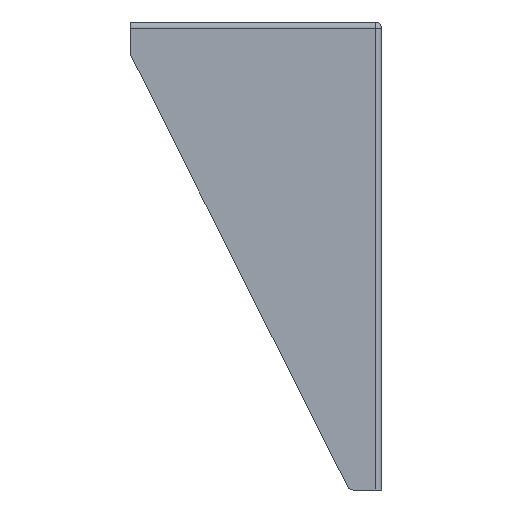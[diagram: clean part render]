
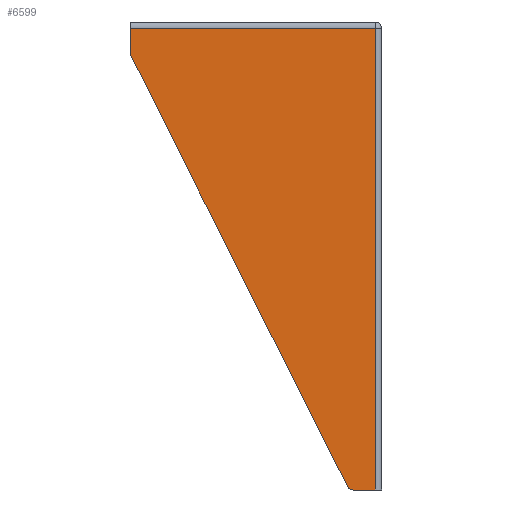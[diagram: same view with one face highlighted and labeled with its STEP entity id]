
A CAD part, left-side view. The second image highlights one B-rep face of the part: STEP entity #6599.
In plain terms, the highlighted planar face has unit normal (-1, 0, 0).
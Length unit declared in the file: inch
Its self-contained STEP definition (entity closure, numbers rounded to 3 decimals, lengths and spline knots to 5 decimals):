
#73 = CARTESIAN_POINT ( 'NONE',  ( -9.64567, -1.48425, -3.72244 ) ) ;
#136 = DIRECTION ( 'NONE',  ( 0., -1., 0. ) ) ;
#148 = LINE ( 'NONE', #73, #8358 ) ;
#508 = ORIENTED_EDGE ( 'NONE', *, *, #6596, .T. ) ;
#767 = VECTOR ( 'NONE', #136, 39.37008 ) ;
#826 = VECTOR ( 'NONE', #2180, 39.37008 ) ;
#857 = CIRCLE ( 'NONE', #3303, 0.1 ) ;
#1128 = AXIS2_PLACEMENT_3D ( 'NONE', #3364, #8127, #5586 ) ;
#1490 = AXIS2_PLACEMENT_3D ( 'NONE', #3109, #6575, #3842 ) ;
#1585 = VERTEX_POINT ( 'NONE', #6176 ) ;
#1607 = CARTESIAN_POINT ( 'NONE',  ( -9.64567, 2., 3.62244 ) ) ;
#1639 = EDGE_CURVE ( 'NONE', #1908, #1585, #148, .T. ) ;
#1672 = VECTOR ( 'NONE', #5841, 39.37008 ) ;
#1712 = EDGE_LOOP ( 'NONE', ( #2058, #5023, #6814, #4305, #508, #8151, #5907 ) ) ;
#1902 = CARTESIAN_POINT ( 'NONE',  ( -9.64567, -1.45656, -3.66737 ) ) ;
#1908 = VERTEX_POINT ( 'NONE', #1902 ) ;
#1958 = CARTESIAN_POINT ( 'NONE',  ( -9.64567, -1.9, 3.62244 ) ) ;
#2053 = CARTESIAN_POINT ( 'NONE',  ( -9.64567, 2., -3.72244 ) ) ;
#2058 = ORIENTED_EDGE ( 'NONE', *, *, #1639, .F. ) ;
#2117 = EDGE_CURVE ( 'NONE', #1908, #8220, #8649, .T. ) ;
#2180 = DIRECTION ( 'NONE',  ( 0., 1., 0. ) ) ;
#2934 = EDGE_CURVE ( 'NONE', #8220, #3907, #3312, .T. ) ;
#3096 = CARTESIAN_POINT ( 'NONE',  ( -9.64567, -1.9, 3.72244 ) ) ;
#3109 = CARTESIAN_POINT ( 'NONE',  ( -9.64567, -1.5459, -3.62244 ) ) ;
#3303 = AXIS2_PLACEMENT_3D ( 'NONE', #8736, #6661, #3935 ) ;
#3312 = LINE ( 'NONE', #2053, #767 ) ;
#3364 = CARTESIAN_POINT ( 'NONE',  ( -9.64567, 2., 3.72244 ) ) ;
#3385 = VERTEX_POINT ( 'NONE', #4356 ) ;
#3842 = DIRECTION ( 'NONE',  ( 0., 0., -1. ) ) ;
#3907 = VERTEX_POINT ( 'NONE', #5007 ) ;
#3935 = DIRECTION ( 'NONE',  ( 0., 0., -1. ) ) ;
#4305 = ORIENTED_EDGE ( 'NONE', *, *, #7541, .T. ) ;
#4356 = CARTESIAN_POINT ( 'NONE',  ( -9.64567, 2., 3.23042 ) ) ;
#4982 = CARTESIAN_POINT ( 'NONE',  ( -9.64567, 2., 3.62244 ) ) ;
#5007 = CARTESIAN_POINT ( 'NONE',  ( -9.64567, -1.9, -3.72244 ) ) ;
#5023 = ORIENTED_EDGE ( 'NONE', *, *, #2117, .T. ) ;
#5427 = LINE ( 'NONE', #6553, #6696 ) ;
#5461 = PLANE ( 'NONE',  #1128 ) ;
#5519 = VERTEX_POINT ( 'NONE', #1607 ) ;
#5586 = DIRECTION ( 'NONE',  ( 0., 0., -1. ) ) ;
#5841 = DIRECTION ( 'NONE',  ( 0., 0., 1. ) ) ;
#5907 = ORIENTED_EDGE ( 'NONE', *, *, #8385, .T. ) ;
#6056 = VERTEX_POINT ( 'NONE', #1958 ) ;
#6176 = CARTESIAN_POINT ( 'NONE',  ( -9.64567, 1.98934, 3.1855 ) ) ;
#6553 = CARTESIAN_POINT ( 'NONE',  ( -9.64567, 2., 3.72244 ) ) ;
#6575 = DIRECTION ( 'NONE',  ( -1., 0., 0. ) ) ;
#6596 = EDGE_CURVE ( 'NONE', #6056, #5519, #7104, .T. ) ;
#6599 = ADVANCED_FACE ( 'NONE', ( #6888 ), #5461, .F. ) ;
#6661 = DIRECTION ( 'NONE',  ( -1., 0., 0. ) ) ;
#6693 = LINE ( 'NONE', #3096, #1672 ) ;
#6696 = VECTOR ( 'NONE', #6811, 39.37008 ) ;
#6811 = DIRECTION ( 'NONE',  ( 0., 0., 1. ) ) ;
#6814 = ORIENTED_EDGE ( 'NONE', *, *, #2934, .T. ) ;
#6888 = FACE_OUTER_BOUND ( 'NONE', #1712, .T. ) ;
#7104 = LINE ( 'NONE', #4982, #826 ) ;
#7541 = EDGE_CURVE ( 'NONE', #3907, #6056, #6693, .T. ) ;
#8127 = DIRECTION ( 'NONE',  ( 1., 0., 0. ) ) ;
#8151 = ORIENTED_EDGE ( 'NONE', *, *, #8722, .F. ) ;
#8220 = VERTEX_POINT ( 'NONE', #8628 ) ;
#8249 = DIRECTION ( 'NONE',  ( 0., 0.449, 0.893 ) ) ;
#8358 = VECTOR ( 'NONE', #8249, 39.37008 ) ;
#8385 = EDGE_CURVE ( 'NONE', #3385, #1585, #857, .T. ) ;
#8628 = CARTESIAN_POINT ( 'NONE',  ( -9.64567, -1.5459, -3.72244 ) ) ;
#8649 = CIRCLE ( 'NONE', #1490, 0.1 ) ;
#8722 = EDGE_CURVE ( 'NONE', #3385, #5519, #5427, .T. ) ;
#8736 = CARTESIAN_POINT ( 'NONE',  ( -9.64567, 1.9, 3.23042 ) ) ;
